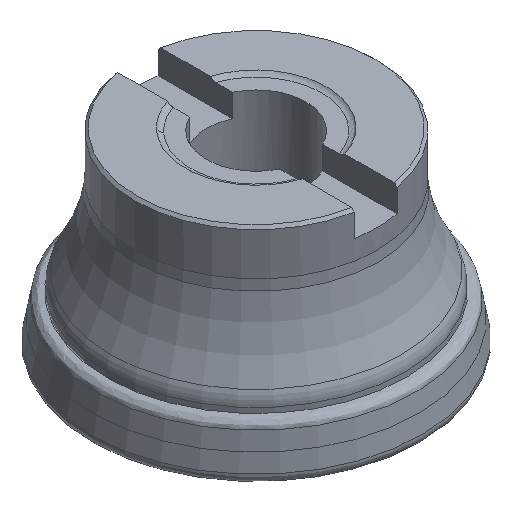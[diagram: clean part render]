
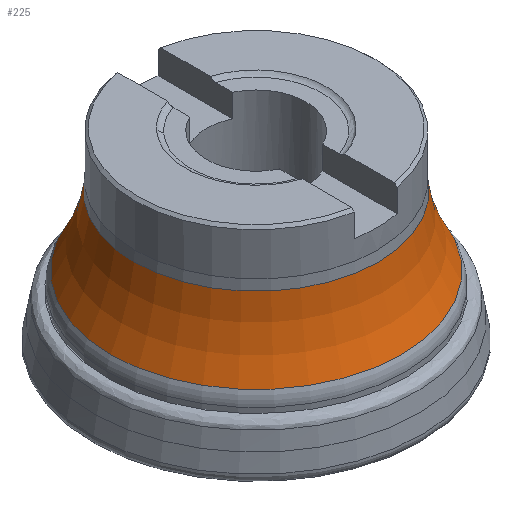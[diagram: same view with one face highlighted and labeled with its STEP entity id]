
A CAD part, isometric view. The second image highlights one B-rep face of the part: STEP entity #225.
In plain terms, the highlighted toroidal (fillet/blend) face has major radius 58.056 mm and minor radius 35 mm.
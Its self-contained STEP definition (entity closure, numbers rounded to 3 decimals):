
#92=TOROIDAL_SURFACE('',#868,58.056,35.);
#225=ADVANCED_FACE('',(#321,#322),#92,.F.);
#321=FACE_BOUND('',#394,.T.);
#322=FACE_BOUND('',#395,.T.);
#394=EDGE_LOOP('',(#522));
#395=EDGE_LOOP('',(#523));
#522=ORIENTED_EDGE('',*,*,#690,.T.);
#523=ORIENTED_EDGE('',*,*,#691,.T.);
#620=VERTEX_POINT('',#1345);
#621=VERTEX_POINT('',#1347);
#690=EDGE_CURVE('',#620,#620,#737,.T.);
#691=EDGE_CURVE('',#621,#621,#738,.T.);
#737=CIRCLE('',#866,27.82);
#738=CIRCLE('',#867,23.352);
#866=AXIS2_PLACEMENT_3D('',#1344,#1037,#1038);
#867=AXIS2_PLACEMENT_3D('',#1346,#1039,#1040);
#868=AXIS2_PLACEMENT_3D('',#1348,#1041,#1042);
#1037=DIRECTION('',(0.,0.,1.));
#1038=DIRECTION('',(-1.,0.,0.));
#1039=DIRECTION('',(0.,0.,-1.));
#1040=DIRECTION('',(-1.,0.,0.));
#1041=DIRECTION('',(0.,0.,1.));
#1042=DIRECTION('',(-1.,0.,0.));
#1344=CARTESIAN_POINT('',(0.,0.,-23.696));
#1345=CARTESIAN_POINT('',(-27.82,0.,-23.696));
#1346=CARTESIAN_POINT('',(0.,0.,-10.604));
#1347=CARTESIAN_POINT('',(-23.352,0.,-10.604));
#1348=CARTESIAN_POINT('',(0.,0.,-6.067));
